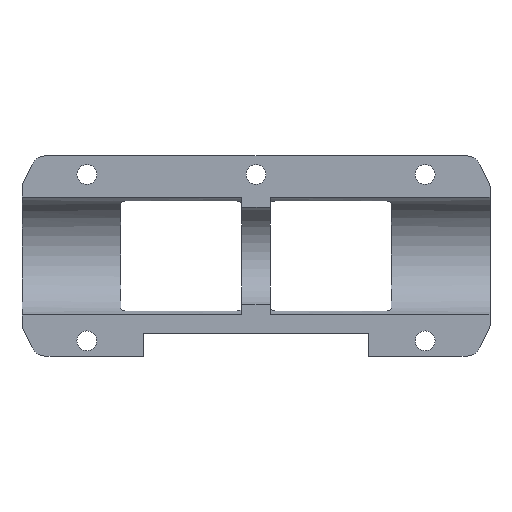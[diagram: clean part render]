
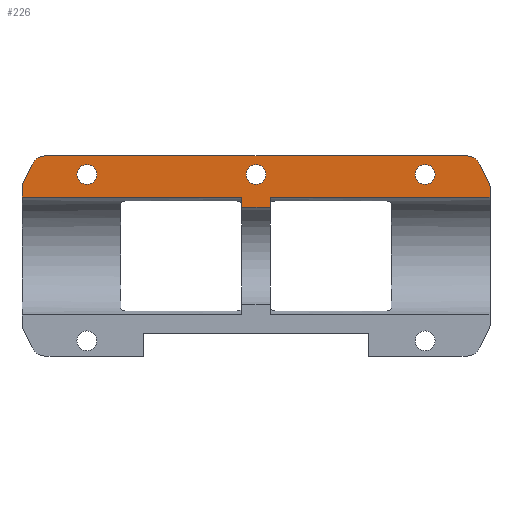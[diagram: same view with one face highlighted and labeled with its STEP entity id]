
A CAD part, top view. The second image highlights one B-rep face of the part: STEP entity #226.
In plain terms, the highlighted planar face has unit normal (0, 0, 1).
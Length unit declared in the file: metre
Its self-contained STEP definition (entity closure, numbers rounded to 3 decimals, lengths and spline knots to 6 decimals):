
#226 = ADVANCED_FACE( '', ( #468, #469, #470, #471 ), #472, .F. );
#468 = FACE_BOUND( '', #1342, .T. );
#469 = FACE_BOUND( '', #1343, .T. );
#470 = FACE_BOUND( '', #1344, .T. );
#471 = FACE_OUTER_BOUND( '', #1345, .T. );
#472 = PLANE( '', #1346 );
#1342 = EDGE_LOOP( '', ( #1946 ) );
#1343 = EDGE_LOOP( '', ( #1947 ) );
#1344 = EDGE_LOOP( '', ( #1948 ) );
#1345 = EDGE_LOOP( '', ( #1949, #1950, #1951, #1952, #1953, #1954, #1955, #1956, #1957, #1958, #1959, #1960, #1961, #1962 ) );
#1346 = AXIS2_PLACEMENT_3D( '', #1963, #1964, #1965 );
#1946 = ORIENTED_EDGE( '', *, *, #2160, .F. );
#1947 = ORIENTED_EDGE( '', *, *, #2329, .F. );
#1948 = ORIENTED_EDGE( '', *, *, #2257, .F. );
#1949 = ORIENTED_EDGE( '', *, *, #2283, .T. );
#1950 = ORIENTED_EDGE( '', *, *, #2167, .T. );
#1951 = ORIENTED_EDGE( '', *, *, #2349, .T. );
#1952 = ORIENTED_EDGE( '', *, *, #2139, .F. );
#1953 = ORIENTED_EDGE( '', *, *, #2188, .T. );
#1954 = ORIENTED_EDGE( '', *, *, #2299, .F. );
#1955 = ORIENTED_EDGE( '', *, *, #2333, .F. );
#1956 = ORIENTED_EDGE( '', *, *, #2197, .F. );
#1957 = ORIENTED_EDGE( '', *, *, #2309, .F. );
#1958 = ORIENTED_EDGE( '', *, *, #2110, .T. );
#1959 = ORIENTED_EDGE( '', *, *, #2203, .F. );
#1960 = ORIENTED_EDGE( '', *, *, #2113, .T. );
#1961 = ORIENTED_EDGE( '', *, *, #2253, .T. );
#1962 = ORIENTED_EDGE( '', *, *, #2336, .T. );
#1963 = CARTESIAN_POINT( '', ( 0.088, 0.011096, -0.0025 ) );
#1964 = DIRECTION( '', ( 0., 0., -1. ) );
#1965 = DIRECTION( '', ( -1., 0., 0. ) );
#2110 = EDGE_CURVE( '', #2408, #2406, #2409, .F. );
#2113 = EDGE_CURVE( '', #2412, #2413, #2414, .F. );
#2139 = EDGE_CURVE( '', #2455, #2457, #2458, .T. );
#2160 = EDGE_CURVE( '', #2494, #2494, #2495, .T. );
#2167 = EDGE_CURVE( '', #2506, #2507, #2508, .F. );
#2188 = EDGE_CURVE( '', #2455, #2537, #2539, .T. );
#2197 = EDGE_CURVE( '', #2554, #2556, #2557, .T. );
#2203 = EDGE_CURVE( '', #2412, #2406, #2566, .T. );
#2253 = EDGE_CURVE( '', #2413, #2640, #2641, .T. );
#2257 = EDGE_CURVE( '', #2646, #2646, #2647, .T. );
#2283 = EDGE_CURVE( '', #2681, #2506, #2682, .T. );
#2299 = EDGE_CURVE( '', #2702, #2537, #2703, .T. );
#2309 = EDGE_CURVE( '', #2408, #2554, #2714, .T. );
#2329 = EDGE_CURVE( '', #2737, #2737, #2738, .T. );
#2333 = EDGE_CURVE( '', #2556, #2702, #2742, .T. );
#2336 = EDGE_CURVE( '', #2640, #2681, #2745, .F. );
#2349 = EDGE_CURVE( '', #2507, #2457, #2761, .T. );
#2406 = VERTEX_POINT( '', #2879 );
#2408 = VERTEX_POINT( '', #2882 );
#2409 = CIRCLE( '', #2883, 0.0005 );
#2412 = VERTEX_POINT( '', #2887 );
#2413 = VERTEX_POINT( '', #2888 );
#2414 = CIRCLE( '', #2889, 0.0025 );
#2455 = VERTEX_POINT( '', #3000 );
#2457 = VERTEX_POINT( '', #3002 );
#2458 = LINE( '', #3003, #3004 );
#2494 = VERTEX_POINT( '', #3068 );
#2495 = CIRCLE( '', #3069, 0.00175 );
#2506 = VERTEX_POINT( '', #3082 );
#2507 = VERTEX_POINT( '', #3083 );
#2508 = CIRCLE( '', #3084, 0.0005 );
#2537 = VERTEX_POINT( '', #3158 );
#2539 = LINE( '', #3160, #3161 );
#2554 = VERTEX_POINT( '', #3196 );
#2556 = VERTEX_POINT( '', #3198 );
#2557 = LINE( '', #3199, #3200 );
#2566 = LINE( '', #3228, #3229 );
#2640 = VERTEX_POINT( '', #3421 );
#2641 = LINE( '', #3422, #3423 );
#2646 = VERTEX_POINT( '', #3429 );
#2647 = CIRCLE( '', #3430, 0.00175 );
#2681 = VERTEX_POINT( '', #3473 );
#2682 = LINE( '', #3474, #3475 );
#2702 = VERTEX_POINT( '', #3603 );
#2703 = LINE( '', #3604, #3605 );
#2714 = LINE( '', #3620, #3621 );
#2737 = VERTEX_POINT( '', #3653 );
#2738 = CIRCLE( '', #3654, 0.00175 );
#2742 = LINE( '', #3660, #3661 );
#2745 = CIRCLE( '', #3665, 0.0025 );
#2761 = LINE( '', #3686, #3687 );
#2879 = CARTESIAN_POINT( '', ( 0.085451, 0.012599, -0.0025 ) );
#2882 = CARTESIAN_POINT( '', ( 0.0855, 0.012384, -0.0025 ) );
#2883 = AXIS2_PLACEMENT_3D( '', #3740, #3741, #3742 );
#2887 = CARTESIAN_POINT( '', ( 0.083679, 0.016313, -0.0025 ) );
#2888 = CARTESIAN_POINT( '', ( 0.081423, 0.017737, -0.0025 ) );
#2889 = AXIS2_PLACEMENT_3D( '', #3744, #3745, #3746 );
#3000 = CARTESIAN_POINT( '', ( 0.0415, 0.010455, -0.0025 ) );
#3002 = CARTESIAN_POINT( '', ( 0.0025, 0.010455, -0.0025 ) );
#3003 = CARTESIAN_POINT( '', ( 0.088, 0.010455, -0.0025 ) );
#3004 = VECTOR( '', #3781, 1. );
#3068 = CARTESIAN_POINT( '', ( 0.07575, 0.014455, -0.0025 ) );
#3069 = AXIS2_PLACEMENT_3D( '', #3804, #3805, #3806 );
#3082 = CARTESIAN_POINT( '', ( 0.002549, 0.012599, -0.0025 ) );
#3083 = CARTESIAN_POINT( '', ( 0.0025, 0.012384, -0.0025 ) );
#3084 = AXIS2_PLACEMENT_3D( '', #3815, #3816, #3817 );
#3158 = CARTESIAN_POINT( '', ( 0.0415, 0.008646, -0.0025 ) );
#3160 = CARTESIAN_POINT( '', ( 0.0415, 0., -0.0025 ) );
#3161 = VECTOR( '', #3846, 1. );
#3196 = CARTESIAN_POINT( '', ( 0.0855, 0.010455, -0.0025 ) );
#3198 = CARTESIAN_POINT( '', ( 0.0465, 0.010455, -0.0025 ) );
#3199 = CARTESIAN_POINT( '', ( 0.088, 0.010455, -0.0025 ) );
#3200 = VECTOR( '', #3858, 1. );
#3228 = CARTESIAN_POINT( '', ( 0.08425, 0.015117, -0.0025 ) );
#3229 = VECTOR( '', #3863, 1. );
#3421 = CARTESIAN_POINT( '', ( 0.006577, 0.017737, -0.0025 ) );
#3422 = CARTESIAN_POINT( '', ( 0.088, 0.017737, -0.0025 ) );
#3423 = VECTOR( '', #3918, 1. );
#3429 = CARTESIAN_POINT( '', ( 0.04575, 0.014455, -0.0025 ) );
#3430 = AXIS2_PLACEMENT_3D( '', #3923, #3924, #3925 );
#3473 = CARTESIAN_POINT( '', ( 0.004321, 0.016313, -0.0025 ) );
#3474 = CARTESIAN_POINT( '', ( 0.00375, 0.015117, -0.0025 ) );
#3475 = VECTOR( '', #3959, 1. );
#3603 = CARTESIAN_POINT( '', ( 0.0465, 0.008646, -0.0025 ) );
#3604 = CARTESIAN_POINT( '', ( 500., 0.008646, -0.0025 ) );
#3605 = VECTOR( '', #3973, 1. );
#3620 = CARTESIAN_POINT( '', ( 0.0855, 0.011096, -0.0025 ) );
#3621 = VECTOR( '', #3981, 1. );
#3653 = CARTESIAN_POINT( '', ( 0.01575, 0.014455, -0.0025 ) );
#3654 = AXIS2_PLACEMENT_3D( '', #4003, #4004, #4005 );
#3660 = CARTESIAN_POINT( '', ( 0.0465, 0., -0.0025 ) );
#3661 = VECTOR( '', #4008, 1. );
#3665 = AXIS2_PLACEMENT_3D( '', #4010, #4011, #4012 );
#3686 = CARTESIAN_POINT( '', ( 0.0025, 0.011096, -0.0025 ) );
#3687 = VECTOR( '', #4027, 1. );
#3740 = CARTESIAN_POINT( '', ( 0.085, 0.012384, -0.0025 ) );
#3741 = DIRECTION( '', ( 0., 0., -1. ) );
#3742 = DIRECTION( '', ( -1., 0., 0. ) );
#3744 = CARTESIAN_POINT( '', ( 0.081423, 0.015237, -0.0025 ) );
#3745 = DIRECTION( '', ( 0., 0., -1. ) );
#3746 = DIRECTION( '', ( -1., 0., 0. ) );
#3781 = DIRECTION( '', ( -1., 0., 0. ) );
#3804 = CARTESIAN_POINT( '', ( 0.074, 0.014455, -0.0025 ) );
#3805 = DIRECTION( '', ( 0., 0., 1. ) );
#3806 = DIRECTION( '', ( 1., 0., 0. ) );
#3815 = CARTESIAN_POINT( '', ( 0.003, 0.012384, -0.0025 ) );
#3816 = DIRECTION( '', ( 0., 0., -1. ) );
#3817 = DIRECTION( '', ( -1., 0., 0. ) );
#3846 = DIRECTION( '', ( 0., -1., 0. ) );
#3858 = DIRECTION( '', ( -1., 0., 0. ) );
#3863 = DIRECTION( '', ( 0.431, -0.903, 0. ) );
#3918 = DIRECTION( '', ( -1., 0., 0. ) );
#3923 = CARTESIAN_POINT( '', ( 0.044, 0.014455, -0.0025 ) );
#3924 = DIRECTION( '', ( 0., 0., 1. ) );
#3925 = DIRECTION( '', ( 1., 0., 0. ) );
#3959 = DIRECTION( '', ( -0.431, -0.903, 0. ) );
#3973 = DIRECTION( '', ( -1., 0., 0. ) );
#3981 = DIRECTION( '', ( 0., -1., 0. ) );
#4003 = CARTESIAN_POINT( '', ( 0.014, 0.014455, -0.0025 ) );
#4004 = DIRECTION( '', ( 0., 0., 1. ) );
#4005 = DIRECTION( '', ( 1., 0., 0. ) );
#4008 = DIRECTION( '', ( 0., -1., 0. ) );
#4010 = CARTESIAN_POINT( '', ( 0.006577, 0.015237, -0.0025 ) );
#4011 = DIRECTION( '', ( 0., 0., -1. ) );
#4012 = DIRECTION( '', ( -1., 0., 0. ) );
#4027 = DIRECTION( '', ( 0., -1., 0. ) );
